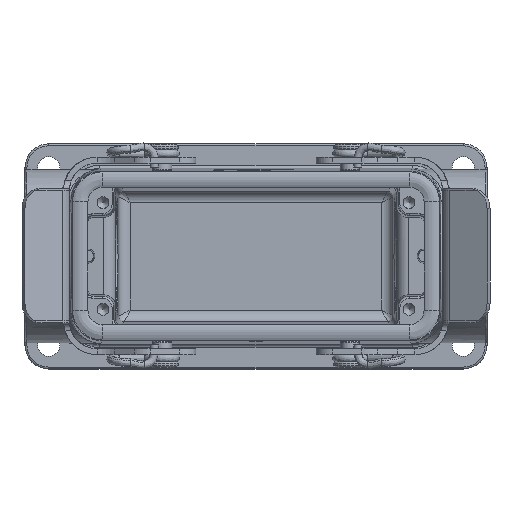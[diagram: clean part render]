
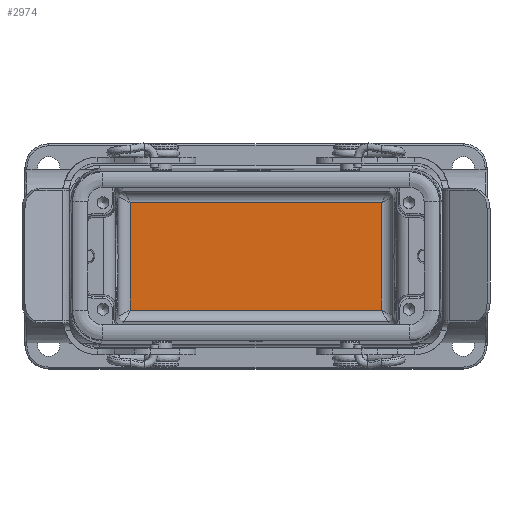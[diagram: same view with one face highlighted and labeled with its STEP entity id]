
A CAD part, top view. The second image highlights one B-rep face of the part: STEP entity #2974.
In plain terms, the highlighted planar face has unit normal (0, 0, 1).
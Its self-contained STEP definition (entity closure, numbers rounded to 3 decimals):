
#2974=ADVANCED_FACE('',(#3687),#3392,.F.);
#3392=PLANE('',#15954);
#3687=FACE_OUTER_BOUND('',#4227,.T.);
#4227=EDGE_LOOP('',(#6156,#6157,#6158,#6159));
#6156=ORIENTED_EDGE('',*,*,#9112,.T.);
#6157=ORIENTED_EDGE('',*,*,#9113,.T.);
#6158=ORIENTED_EDGE('',*,*,#9114,.T.);
#6159=ORIENTED_EDGE('',*,*,#9115,.T.);
#7972=VERTEX_POINT('',#27468);
#7973=VERTEX_POINT('',#27469);
#7974=VERTEX_POINT('',#27471);
#7975=VERTEX_POINT('',#27473);
#9112=EDGE_CURVE('',#7972,#7973,#12876,.T.);
#9113=EDGE_CURVE('',#7973,#7974,#12877,.T.);
#9114=EDGE_CURVE('',#7974,#7975,#12878,.T.);
#9115=EDGE_CURVE('',#7975,#7972,#12879,.T.);
#12876=LINE('',#27467,#13695);
#12877=LINE('',#27470,#13696);
#12878=LINE('',#27472,#13697);
#12879=LINE('',#27474,#13698);
#13695=VECTOR('',#17862,1.);
#13696=VECTOR('',#17863,1.);
#13697=VECTOR('',#17864,1.);
#13698=VECTOR('',#17865,1.);
#15954=AXIS2_PLACEMENT_3D('',#27475,#17866,#17867);
#17862=DIRECTION('',(1.,0.,0.));
#17863=DIRECTION('',(0.,1.,0.));
#17864=DIRECTION('',(-1.,0.,0.));
#17865=DIRECTION('',(0.,-1.,0.));
#17866=DIRECTION('',(0.,0.,-1.));
#17867=DIRECTION('',(-1.,0.,0.));
#27467=CARTESIAN_POINT('',(34.75,-13.567,-65.25));
#27468=CARTESIAN_POINT('',(-31.804,-13.567,-65.25));
#27469=CARTESIAN_POINT('',(31.804,-13.567,-65.25));
#27470=CARTESIAN_POINT('',(31.804,15.,-65.25));
#27471=CARTESIAN_POINT('',(31.804,13.567,-65.25));
#27472=CARTESIAN_POINT('',(34.75,13.567,-65.25));
#27473=CARTESIAN_POINT('',(-31.804,13.567,-65.25));
#27474=CARTESIAN_POINT('',(-31.804,-15.,-65.25));
#27475=CARTESIAN_POINT('',(34.75,-17.75,-65.25));
